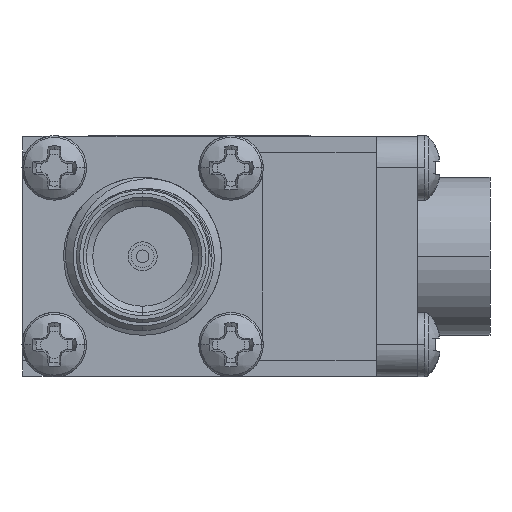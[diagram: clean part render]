
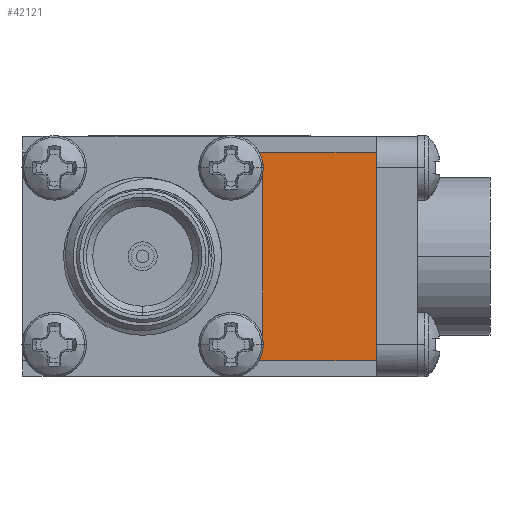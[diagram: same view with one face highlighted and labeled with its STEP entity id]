
A CAD part, left-side view. The second image highlights one B-rep face of the part: STEP entity #42121.
In plain terms, the highlighted planar face has unit normal (-1, 0, 0).
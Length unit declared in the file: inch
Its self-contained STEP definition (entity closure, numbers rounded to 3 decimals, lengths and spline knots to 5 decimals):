
#368 = EDGE_CURVE ( 'NONE', #2844, #43209, #26039, .T. ) ;
#1769 = CARTESIAN_POINT ( 'NONE',  ( -0.5, -0.1, -0.19 ) ) ;
#2844 = VERTEX_POINT ( 'NONE', #26486 ) ;
#2954 = CARTESIAN_POINT ( 'NONE',  ( -0.5, -0.05, -0.14 ) ) ;
#4055 = EDGE_LOOP ( 'NONE', ( #14949, #13164, #27023, #18040, #37766, #41663 ) ) ;
#4617 = CARTESIAN_POINT ( 'NONE',  ( -0.5, -0.0933, -0.165 ) ) ;
#5167 = DIRECTION ( 'NONE',  ( 1., 0., 0. ) ) ;
#5471 = DIRECTION ( 'NONE',  ( 0., 0., 1. ) ) ;
#6583 = PLANE ( 'NONE',  #16106 ) ;
#7282 = AXIS2_PLACEMENT_3D ( 'NONE', #34553, #5167, #26480 ) ;
#7950 = VERTEX_POINT ( 'NONE', #24729 ) ;
#8783 = CARTESIAN_POINT ( 'NONE',  ( -0.5, -0.28, -0.165 ) ) ;
#8803 = EDGE_CURVE ( 'NONE', #17321, #7950, #22160, .T. ) ;
#10107 = CARTESIAN_POINT ( 'NONE',  ( -0.5, -0.1, -0.14 ) ) ;
#10810 = EDGE_CURVE ( 'NONE', #2844, #7950, #19287, .T. ) ;
#10984 = CARTESIAN_POINT ( 'NONE',  ( -0.5, -0.28, 0.165 ) ) ;
#13135 = DIRECTION ( 'NONE',  ( 0., 0., -1. ) ) ;
#13164 = ORIENTED_EDGE ( 'NONE', *, *, #368, .T. ) ;
#14949 = ORIENTED_EDGE ( 'NONE', *, *, #10810, .F. ) ;
#15903 = CIRCLE ( 'NONE', #24922, 0.05 ) ;
#16106 = AXIS2_PLACEMENT_3D ( 'NONE', #38439, #34864, #20899 ) ;
#16207 = VERTEX_POINT ( 'NONE', #22996 ) ;
#17321 = VERTEX_POINT ( 'NONE', #4617 ) ;
#17901 = DIRECTION ( 'NONE',  ( 0., 0., -1. ) ) ;
#18040 = ORIENTED_EDGE ( 'NONE', *, *, #24356, .F. ) ;
#19287 = LINE ( 'NONE', #30882, #37045 ) ;
#20899 = DIRECTION ( 'NONE',  ( 0., 0., -1. ) ) ;
#21740 = FACE_OUTER_BOUND ( 'NONE', #4055, .T. ) ;
#22160 = LINE ( 'NONE', #8783, #35520 ) ;
#22996 = CARTESIAN_POINT ( 'NONE',  ( -0.5, -0.1, 0.14 ) ) ;
#24356 = EDGE_CURVE ( 'NONE', #36208, #16207, #32160, .T. ) ;
#24638 = CIRCLE ( 'NONE', #7282, 0.05 ) ;
#24729 = CARTESIAN_POINT ( 'NONE',  ( -0.5, -0.28, -0.165 ) ) ;
#24922 = AXIS2_PLACEMENT_3D ( 'NONE', #2954, #45478, #17901 ) ;
#26039 = LINE ( 'NONE', #10984, #43221 ) ;
#26480 = DIRECTION ( 'NONE',  ( 0., 0., -1. ) ) ;
#26486 = CARTESIAN_POINT ( 'NONE',  ( -0.5, -0.28, 0.165 ) ) ;
#27023 = ORIENTED_EDGE ( 'NONE', *, *, #34383, .T. ) ;
#27646 = VECTOR ( 'NONE', #5471, 39.37008 ) ;
#30882 = CARTESIAN_POINT ( 'NONE',  ( -0.5, -0.28, 0.19 ) ) ;
#32160 = LINE ( 'NONE', #1769, #27646 ) ;
#33213 = DIRECTION ( 'NONE',  ( 0., -1., 0. ) ) ;
#34383 = EDGE_CURVE ( 'NONE', #43209, #16207, #24638, .T. ) ;
#34553 = CARTESIAN_POINT ( 'NONE',  ( -0.5, -0.05, 0.14 ) ) ;
#34864 = DIRECTION ( 'NONE',  ( 1., 0., 0. ) ) ;
#35520 = VECTOR ( 'NONE', #33213, 39.37008 ) ;
#36154 = EDGE_CURVE ( 'NONE', #36208, #17321, #15903, .T. ) ;
#36208 = VERTEX_POINT ( 'NONE', #10107 ) ;
#37045 = VECTOR ( 'NONE', #13135, 39.37008 ) ;
#37766 = ORIENTED_EDGE ( 'NONE', *, *, #36154, .T. ) ;
#38439 = CARTESIAN_POINT ( 'NONE',  ( -0.5, -0.28, 0.19 ) ) ;
#41551 = CARTESIAN_POINT ( 'NONE',  ( -0.5, -0.0933, 0.165 ) ) ;
#41663 = ORIENTED_EDGE ( 'NONE', *, *, #8803, .T. ) ;
#42121 = ADVANCED_FACE ( 'NONE', ( #21740 ), #6583, .F. ) ;
#42635 = DIRECTION ( 'NONE',  ( 0., 1., 0. ) ) ;
#43209 = VERTEX_POINT ( 'NONE', #41551 ) ;
#43221 = VECTOR ( 'NONE', #42635, 39.37008 ) ;
#45478 = DIRECTION ( 'NONE',  ( 1., 0., 0. ) ) ;
